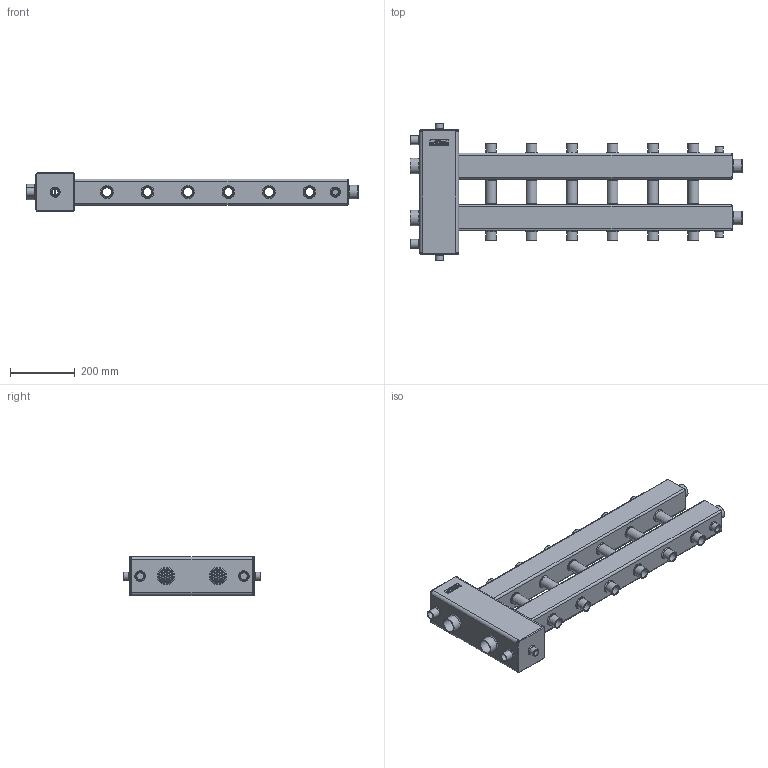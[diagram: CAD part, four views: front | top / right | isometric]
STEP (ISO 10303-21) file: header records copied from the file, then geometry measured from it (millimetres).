
FILE_DESCRIPTION(('STEP AP203'), '1');
FILE_NAME('BM-150-7DU.10', '', ('UNSPECIFIED'), ('UNSPECIFIED'), 'ASCON STEP Converter 1.6', 'ASCON Math Kernel', '');
FILE_SCHEMA(('CONFIG_CONTROL_DESIGN'));
Length unit declared in the file: millimetre
Bounding box: 1025 x 425 x 120.55 mm (x, y, z)
Volume: 2796980.3 mm3; surface area: 1743444.5 mm2
Topology: 1 solids, 1 shells, 874 faces, 2300 edges, 1504 vertices
Faces by surface type: cylinder 355, plane 224, bspline 187, cone 74, torus 34
Full cylindrical faces by diameter (mm): 7.5 x210, 18.632 x4, 22 x2, 24 x2, 25 x6, 26.8 x2, 27.5 x12, 30 x12, 33.5 x24, 34 x12, 36.3 x2, 40 x2, 42 x2, 42.3 x2, 46 x2, 48 x2, 72 x2
Entity records: 39288 total; most frequent: CARTESIAN_POINT 12188, ORIENTED_EDGE 3784, DIRECTION 3508, EDGE_CURVE 1892, EDGE_LOOP 1850, VERTEX_POINT 1504, AXIS2_PLACEMENT_3D 1476, FACE_BOUND 1074
